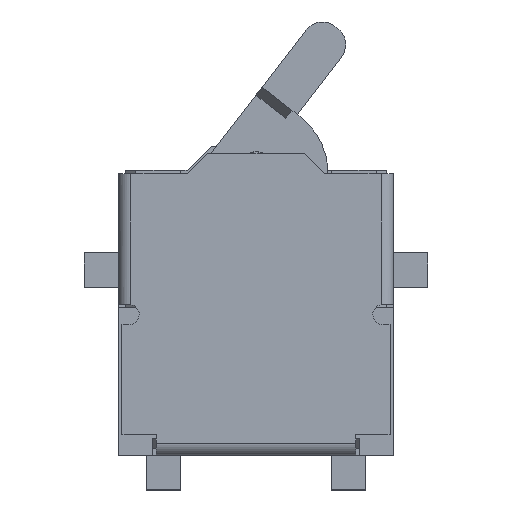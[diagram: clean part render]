
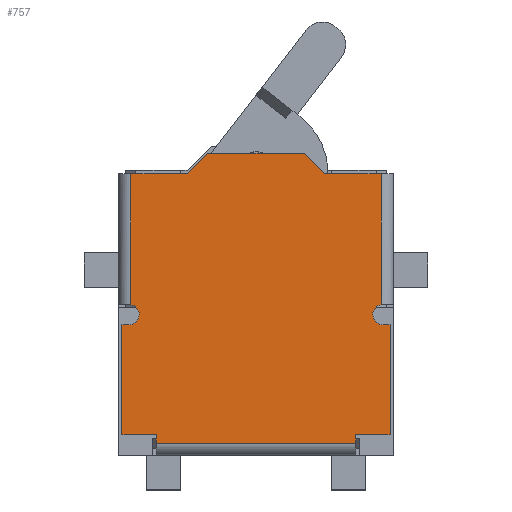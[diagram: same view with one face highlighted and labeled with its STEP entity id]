
A CAD part, top view. The second image highlights one B-rep face of the part: STEP entity #757.
In plain terms, the highlighted planar face has unit normal (0, 0, 1).
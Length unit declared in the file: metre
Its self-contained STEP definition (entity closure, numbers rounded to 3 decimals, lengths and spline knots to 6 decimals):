
#757 = ADVANCED_FACE( '', ( #1423 ), #1424, .F. );
#1423 = FACE_OUTER_BOUND( '', #2050, .T. );
#1424 = PLANE( '', #2051 );
#2050 = EDGE_LOOP( '', ( #3503, #3504, #3505, #3506, #3507, #3508, #3509, #3510, #3511, #3512, #3513, #3514, #3515, #3516, #3517, #3518, #3519, #3520 ) );
#2051 = AXIS2_PLACEMENT_3D( '', #3521, #3522, #3523 );
#3503 = ORIENTED_EDGE( '', *, *, #4107, .F. );
#3504 = ORIENTED_EDGE( '', *, *, #4122, .T. );
#3505 = ORIENTED_EDGE( '', *, *, #3785, .F. );
#3506 = ORIENTED_EDGE( '', *, *, #3879, .F. );
#3507 = ORIENTED_EDGE( '', *, *, #4234, .F. );
#3508 = ORIENTED_EDGE( '', *, *, #4288, .T. );
#3509 = ORIENTED_EDGE( '', *, *, #4083, .T. );
#3510 = ORIENTED_EDGE( '', *, *, #4266, .F. );
#3511 = ORIENTED_EDGE( '', *, *, #4270, .T. );
#3512 = ORIENTED_EDGE( '', *, *, #4285, .T. );
#3513 = ORIENTED_EDGE( '', *, *, #3892, .T. );
#3514 = ORIENTED_EDGE( '', *, *, #4289, .F. );
#3515 = ORIENTED_EDGE( '', *, *, #4214, .F. );
#3516 = ORIENTED_EDGE( '', *, *, #4178, .T. );
#3517 = ORIENTED_EDGE( '', *, *, #3714, .T. );
#3518 = ORIENTED_EDGE( '', *, *, #3854, .T. );
#3519 = ORIENTED_EDGE( '', *, *, #4242, .F. );
#3520 = ORIENTED_EDGE( '', *, *, #3864, .F. );
#3521 = CARTESIAN_POINT( '', ( 0.0051, -0.006973, 0. ) );
#3522 = DIRECTION( '', ( 0., 0., -1. ) );
#3523 = DIRECTION( '', ( 0., -1., 0. ) );
#3714 = EDGE_CURVE( '', #4341, #4342, #4343, .T. );
#3785 = EDGE_CURVE( '', #4464, #4465, #4466, .T. );
#3854 = EDGE_CURVE( '', #4342, #4584, #4585, .T. );
#3864 = EDGE_CURVE( '', #4599, #4600, #4601, .T. );
#3879 = EDGE_CURVE( '', #4625, #4464, #4626, .T. );
#3892 = EDGE_CURVE( '', #4647, #4648, #4649, .T. );
#4083 = EDGE_CURVE( '', #4948, #4949, #4950, .T. );
#4107 = EDGE_CURVE( '', #4978, #4599, #4980, .T. );
#4122 = EDGE_CURVE( '', #4978, #4465, #5006, .T. );
#4178 = EDGE_CURVE( '', #5078, #4341, #5079, .T. );
#4214 = EDGE_CURVE( '', #5078, #5119, #5120, .T. );
#4234 = EDGE_CURVE( '', #5142, #4625, #5143, .T. );
#4242 = EDGE_CURVE( '', #4600, #4584, #5151, .T. );
#4266 = EDGE_CURVE( '', #5175, #4949, #5177, .T. );
#4270 = EDGE_CURVE( '', #5175, #5180, #5182, .T. );
#4285 = EDGE_CURVE( '', #5180, #4647, #5198, .T. );
#4288 = EDGE_CURVE( '', #5142, #4948, #5201, .T. );
#4289 = EDGE_CURVE( '', #5119, #4648, #5202, .T. );
#4341 = VERTEX_POINT( '', #5267 );
#4342 = VERTEX_POINT( '', #5268 );
#4343 = LINE( '', #5269, #5270 );
#4464 = VERTEX_POINT( '', #5446 );
#4465 = VERTEX_POINT( '', #5447 );
#4466 = LINE( '', #5448, #5449 );
#4584 = VERTEX_POINT( '', #5614 );
#4585 = LINE( '', #5615, #5616 );
#4599 = VERTEX_POINT( '', #5635 );
#4600 = VERTEX_POINT( '', #5636 );
#4601 = LINE( '', #5637, #5638 );
#4625 = VERTEX_POINT( '', #5674 );
#4626 = LINE( '', #5675, #5676 );
#4647 = VERTEX_POINT( '', #5707 );
#4648 = VERTEX_POINT( '', #5708 );
#4649 = LINE( '', #5709, #5710 );
#4948 = VERTEX_POINT( '', #6144 );
#4949 = VERTEX_POINT( '', #6145 );
#4950 = LINE( '', #6146, #6147 );
#4978 = VERTEX_POINT( '', #6188 );
#4980 = CIRCLE( '', #6193, 0.00015 );
#5006 = LINE( '', #6236, #6237 );
#5078 = VERTEX_POINT( '', #6342 );
#5079 = LINE( '', #6343, #6344 );
#5119 = VERTEX_POINT( '', #6406 );
#5120 = LINE( '', #6407, #6408 );
#5142 = VERTEX_POINT( '', #6440 );
#5143 = LINE( '', #6441, #6442 );
#5151 = LINE( '', #6453, #6454 );
#5175 = VERTEX_POINT( '', #6486 );
#5177 = LINE( '', #6491, #6492 );
#5180 = VERTEX_POINT( '', #6496 );
#5182 = CIRCLE( '', #6499, 0.00015 );
#5198 = LINE( '', #6520, #6521 );
#5201 = LINE( '', #6524, #6525 );
#5202 = LINE( '', #6526, #6527 );
#5267 = CARTESIAN_POINT( '', ( 0.00145, -0.006793, 0. ) );
#5268 = CARTESIAN_POINT( '', ( 0.00145, -0.006673, 0. ) );
#5269 = CARTESIAN_POINT( '', ( 0.00145, -0.006973, 0. ) );
#5270 = VECTOR( '', #6567, 1. );
#5446 = CARTESIAN_POINT( '', ( 0.001, -0.002873, 0. ) );
#5447 = CARTESIAN_POINT( '', ( 0.00182, -0.002873, 0. ) );
#5448 = CARTESIAN_POINT( '', ( 0.001, -0.002873, 0. ) );
#5449 = VECTOR( '', #6629, 1. );
#5614 = CARTESIAN_POINT( '', ( 0.00195, -0.006673, 0. ) );
#5615 = CARTESIAN_POINT( '', ( 0.00145, -0.006673, 0. ) );
#5616 = VECTOR( '', #6707, 1. );
#5635 = CARTESIAN_POINT( '', ( 0.00185, -0.005073, 0. ) );
#5636 = CARTESIAN_POINT( '', ( 0.00195, -0.005073, 0. ) );
#5637 = CARTESIAN_POINT( '', ( 0.00185, -0.005073, 0. ) );
#5638 = VECTOR( '', #6716, 1. );
#5674 = CARTESIAN_POINT( '', ( 0.0007, -0.002573, 0. ) );
#5675 = CARTESIAN_POINT( '', ( 0.0007, -0.002573, 0. ) );
#5676 = VECTOR( '', #6735, 1. );
#5707 = CARTESIAN_POINT( '', ( -0.00195, -0.005073, 0. ) );
#5708 = CARTESIAN_POINT( '', ( -0.00195, -0.006673, 0. ) );
#5709 = CARTESIAN_POINT( '', ( -0.00195, -0.006973, 0. ) );
#5710 = VECTOR( '', #6746, 1. );
#6144 = CARTESIAN_POINT( '', ( -0.001, -0.002873, 0. ) );
#6145 = CARTESIAN_POINT( '', ( -0.00182, -0.002873, 0. ) );
#6146 = CARTESIAN_POINT( '', ( -0.001, -0.002873, 0. ) );
#6147 = VECTOR( '', #6921, 1. );
#6188 = CARTESIAN_POINT( '', ( 0.00182, -0.004776, 0. ) );
#6193 = AXIS2_PLACEMENT_3D( '', #6947, #6948, #6949 );
#6236 = CARTESIAN_POINT( '', ( 0.00182, -0.006973, 0. ) );
#6237 = VECTOR( '', #6961, 1. );
#6342 = CARTESIAN_POINT( '', ( -0.00145, -0.006793, 0. ) );
#6343 = CARTESIAN_POINT( '', ( 0.0051, -0.006793, 0. ) );
#6344 = VECTOR( '', #7007, 1. );
#6406 = CARTESIAN_POINT( '', ( -0.00145, -0.006673, 0. ) );
#6407 = CARTESIAN_POINT( '', ( -0.00145, -0.006973, 0. ) );
#6408 = VECTOR( '', #7033, 1. );
#6440 = CARTESIAN_POINT( '', ( -0.0007, -0.002573, 0. ) );
#6441 = CARTESIAN_POINT( '', ( 0., -0.002573, 0. ) );
#6442 = VECTOR( '', #7044, 1. );
#6453 = CARTESIAN_POINT( '', ( 0.00195, -0.006973, 0. ) );
#6454 = VECTOR( '', #7048, 1. );
#6486 = CARTESIAN_POINT( '', ( -0.00182, -0.004776, 0. ) );
#6491 = CARTESIAN_POINT( '', ( -0.00182, -0.006973, 0. ) );
#6492 = VECTOR( '', #7066, 1. );
#6496 = CARTESIAN_POINT( '', ( -0.00185, -0.005073, 0. ) );
#6499 = AXIS2_PLACEMENT_3D( '', #7069, #7070, #7071 );
#6520 = CARTESIAN_POINT( '', ( -0.00185, -0.005073, 0. ) );
#6521 = VECTOR( '', #7077, 1. );
#6524 = CARTESIAN_POINT( '', ( -0.0007, -0.002573, 0. ) );
#6525 = VECTOR( '', #7078, 1. );
#6526 = CARTESIAN_POINT( '', ( -0.00145, -0.006673, 0. ) );
#6527 = VECTOR( '', #7079, 1. );
#6567 = DIRECTION( '', ( 0., 1., 0. ) );
#6629 = DIRECTION( '', ( 1., 0., 0. ) );
#6707 = DIRECTION( '', ( 1., 0., 0. ) );
#6716 = DIRECTION( '', ( 1., 0., 0. ) );
#6735 = DIRECTION( '', ( 0.707, -0.707, 0. ) );
#6746 = DIRECTION( '', ( 0., -1., 0. ) );
#6921 = DIRECTION( '', ( -1., 0., 0. ) );
#6947 = CARTESIAN_POINT( '', ( 0.00185, -0.004923, 0. ) );
#6948 = DIRECTION( '', ( 0., 0., 1. ) );
#6949 = DIRECTION( '', ( 0., 1., 0. ) );
#6961 = DIRECTION( '', ( 0., 1., 0. ) );
#7007 = DIRECTION( '', ( 1., 0., 0. ) );
#7033 = DIRECTION( '', ( 0., 1., 0. ) );
#7044 = DIRECTION( '', ( 1., 0., 0. ) );
#7048 = DIRECTION( '', ( 0., -1., 0. ) );
#7066 = DIRECTION( '', ( 0., 1., 0. ) );
#7069 = CARTESIAN_POINT( '', ( -0.00185, -0.004923, 0. ) );
#7070 = DIRECTION( '', ( 0., 0., -1. ) );
#7071 = DIRECTION( '', ( 0., 1., 0. ) );
#7077 = DIRECTION( '', ( -1., 0., 0. ) );
#7078 = DIRECTION( '', ( -0.707, -0.707, 0. ) );
#7079 = DIRECTION( '', ( -1., 0., 0. ) );
